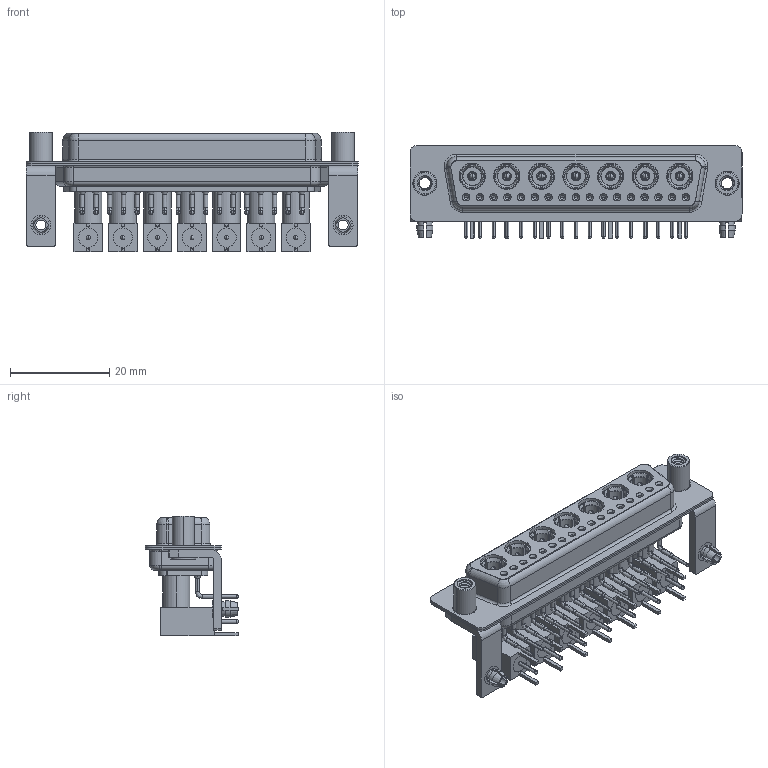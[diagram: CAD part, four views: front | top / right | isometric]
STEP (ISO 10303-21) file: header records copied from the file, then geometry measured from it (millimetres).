
FILE_DESCRIPTION (( 'STEP AP203' ), '1' );
FILE_NAME ('630-24W7240-5N5.STEP', '2022-06-08T22:51:49', ( '' ), ( '' ), 'SwSTEP 2.0', 'SolidWorks 2020', '' );
FILE_SCHEMA (( 'CONFIG_CONTROL_DESIGN' ));
Length unit declared in the file: millimetre
Products named in the file (21): Co-Ax Plug Assy_RA 50; 630Combo Threaded Standoff_5; 630Combo Board Lock_50 Contacts; Insulator Pin_Straight PC Tail; Co-Ax Plug_RA 50; Pin_RA 50; 630Combo Contact Row 3; 630Combo Shell Rear_50 Contacts; 630Combo Shell Front_50 Contacts; RA Back Shell_50; 630-24W7240-5N5; Insulator RA Pin; Locking Collar; 630Combo Stabilizer Bracket_50 Contacts; 630Combo Housing_24W7
Assembly tree (75 placements, depth 3):
  630-24W7240-5N5
    630Combo Housing_24W7
    630Combo Shell Front_50 Contacts
    630Combo Shell Rear_50 Contacts
    630Combo Stabilizer Bracket_50 Contacts  x2
    630Combo Board Lock_50 Contacts  x2
    630Combo Threaded Standoff_5  x2
    Co-Ax Plug Assy_RA 50
      Co-Ax Plug_RA 50
      Insulator Pin_Straight PC Tail
      Pin_RA 50
      Locking Collar
      RA Back Shell_50
      Insulator RA Pin
    Co-Ax Plug Assy_RA 50
      Co-Ax Plug_RA 50
      Insulator Pin_Straight PC Tail
      Pin_RA 50
      Locking Collar
      RA Back Shell_50
      Insulator RA Pin
    Co-Ax Plug Assy_RA 50
      Co-Ax Plug_RA 50
      Insulator Pin_Straight PC Tail
      Pin_RA 50
      Locking Collar
      RA Back Shell_50
      Insulator RA Pin
    Co-Ax Plug Assy_RA 50
      Co-Ax Plug_RA 50
      Insulator Pin_Straight PC Tail
      Pin_RA 50
      Locking Collar
      RA Back Shell_50
      Insulator RA Pin
    Co-Ax Plug Assy_RA 50
      Co-Ax Plug_RA 50
      Insulator Pin_Straight PC Tail
      Pin_RA 50
      Locking Collar
      RA Back Shell_50
      Insulator RA Pin
    Co-Ax Plug Assy_RA 50
      Co-Ax Plug_RA 50
      Insulator Pin_Straight PC Tail
      Pin_RA 50
      Locking Collar
      RA Back Shell_50
      Insulator RA Pin
    Co-Ax Plug Assy_RA 50
      Co-Ax Plug_RA 50
      Insulator Pin_Straight PC Tail
      Pin_RA 50
      Locking Collar
      RA Back Shell_50
      Insulator RA Pin
    630Combo Contact Row 3  x17
Bounding box: 67 x 18.8 x 24.16 mm (x, y, z)
Volume: 9607.9 mm3; surface area: 21586.2 mm2
Topology: 68 solids, 68 shells, 2536 faces, 6271 edges, 3947 vertices
Faces by surface type: cylinder 1075, plane 861, cone 392, torus 99, bspline 81, sphere 28
Entity records: 29403 total; most frequent: CARTESIAN_POINT 6407, DIRECTION 4425, ORIENTED_EDGE 3772, EDGE_CURVE 1886, AXIS2_PLACEMENT_3D 1818, VERTEX_POINT 1204, EDGE_LOOP 958, CIRCLE 946
